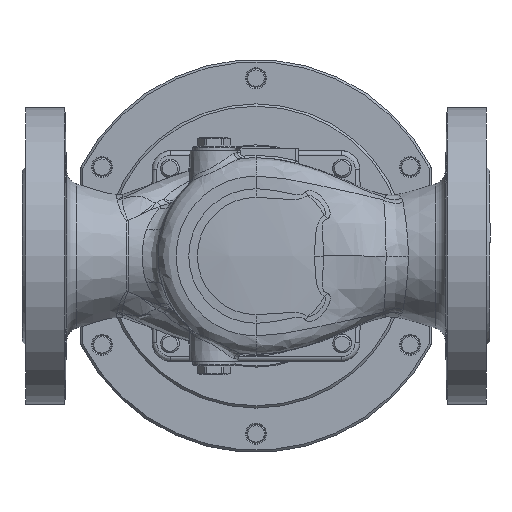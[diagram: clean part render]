
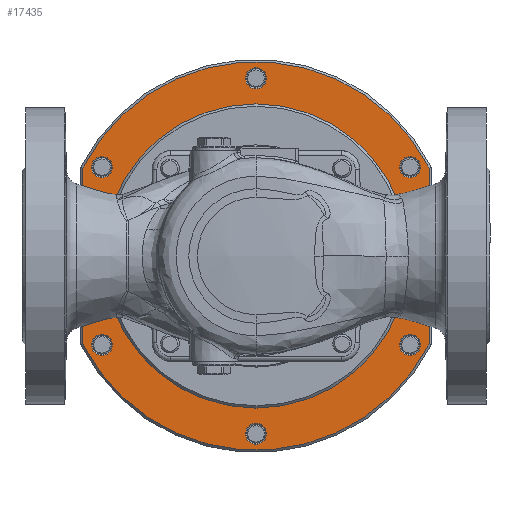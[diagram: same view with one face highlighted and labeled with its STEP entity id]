
A CAD part, front view. The second image highlights one B-rep face of the part: STEP entity #17435.
In plain terms, the highlighted planar face has unit normal (0, -1, 0).
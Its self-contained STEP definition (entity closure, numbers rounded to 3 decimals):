
#303=FACE_BOUND('',#2747,.T.);
#304=FACE_BOUND('',#2748,.T.);
#305=FACE_BOUND('',#2749,.T.);
#306=FACE_BOUND('',#2750,.T.);
#307=FACE_BOUND('',#2751,.T.);
#308=FACE_BOUND('',#2752,.T.);
#309=FACE_BOUND('',#2753,.T.);
#890=PLANE('',#18819);
#1660=FACE_OUTER_BOUND('',#2746,.T.);
#2746=EDGE_LOOP('',(#13744,#13745,#13746,#13747));
#2747=EDGE_LOOP('',(#13748));
#2748=EDGE_LOOP('',(#13749));
#2749=EDGE_LOOP('',(#13750));
#2750=EDGE_LOOP('',(#13751));
#2751=EDGE_LOOP('',(#13752));
#2752=EDGE_LOOP('',(#13753));
#2753=EDGE_LOOP('',(#13754));
#3654=CIRCLE('',#18818,4.5);
#3655=CIRCLE('',#18820,83.);
#3656=CIRCLE('',#18821,83.);
#3657=CIRCLE('',#18822,4.5);
#3658=CIRCLE('',#18823,4.5);
#3659=CIRCLE('',#18824,4.5);
#3660=CIRCLE('',#18825,65.);
#3661=CIRCLE('',#18826,4.5);
#3662=CIRCLE('',#18827,4.5);
#5162=LINE('',#44634,#5920);
#5163=LINE('',#44637,#5921);
#5920=VECTOR('',#21879,10.);
#5921=VECTOR('',#21882,10.);
#7371=VERTEX_POINT('',#44626);
#7372=VERTEX_POINT('',#44630);
#7373=VERTEX_POINT('',#44631);
#7374=VERTEX_POINT('',#44633);
#7375=VERTEX_POINT('',#44635);
#7376=VERTEX_POINT('',#44638);
#7377=VERTEX_POINT('',#44640);
#7378=VERTEX_POINT('',#44642);
#7379=VERTEX_POINT('',#44644);
#7380=VERTEX_POINT('',#44646);
#7381=VERTEX_POINT('',#44648);
#9572=EDGE_CURVE('',#7371,#7371,#3654,.T.);
#9573=EDGE_CURVE('',#7372,#7373,#3655,.T.);
#9574=EDGE_CURVE('',#7374,#7372,#5162,.T.);
#9575=EDGE_CURVE('',#7375,#7374,#3656,.T.);
#9576=EDGE_CURVE('',#7373,#7375,#5163,.T.);
#9577=EDGE_CURVE('',#7376,#7376,#3657,.T.);
#9578=EDGE_CURVE('',#7377,#7377,#3658,.T.);
#9579=EDGE_CURVE('',#7378,#7378,#3659,.T.);
#9580=EDGE_CURVE('',#7379,#7379,#3660,.T.);
#9581=EDGE_CURVE('',#7380,#7380,#3661,.T.);
#9582=EDGE_CURVE('',#7381,#7381,#3662,.T.);
#13744=ORIENTED_EDGE('',*,*,#9573,.F.);
#13745=ORIENTED_EDGE('',*,*,#9574,.F.);
#13746=ORIENTED_EDGE('',*,*,#9575,.F.);
#13747=ORIENTED_EDGE('',*,*,#9576,.F.);
#13748=ORIENTED_EDGE('',*,*,#9577,.F.);
#13749=ORIENTED_EDGE('',*,*,#9578,.F.);
#13750=ORIENTED_EDGE('',*,*,#9579,.F.);
#13751=ORIENTED_EDGE('',*,*,#9580,.F.);
#13752=ORIENTED_EDGE('',*,*,#9581,.F.);
#13753=ORIENTED_EDGE('',*,*,#9582,.F.);
#13754=ORIENTED_EDGE('',*,*,#9572,.F.);
#17435=ADVANCED_FACE('',(#1660,#303,#304,#305,#306,#307,#308,#309),#890,
 .F.);
#18818=AXIS2_PLACEMENT_3D('',#44628,#21873,#21874);
#18819=AXIS2_PLACEMENT_3D('',#44629,#21875,#21876);
#18820=AXIS2_PLACEMENT_3D('',#44632,#21877,#21878);
#18821=AXIS2_PLACEMENT_3D('',#44636,#21880,#21881);
#18822=AXIS2_PLACEMENT_3D('',#44639,#21883,#21884);
#18823=AXIS2_PLACEMENT_3D('',#44641,#21885,#21886);
#18824=AXIS2_PLACEMENT_3D('',#44643,#21887,#21888);
#18825=AXIS2_PLACEMENT_3D('',#44645,#21889,#21890);
#18826=AXIS2_PLACEMENT_3D('',#44647,#21891,#21892);
#18827=AXIS2_PLACEMENT_3D('',#44649,#21893,#21894);
#21873=DIRECTION('center_axis',(0.,-1.,0.));
#21874=DIRECTION('ref_axis',(0.,0.,
-1.));
#21875=DIRECTION('center_axis',(0.,1.,0.));
#21876=DIRECTION('ref_axis',(-1.,0.,0.));
#21877=DIRECTION('center_axis',(0.,1.,0.));
#21878=DIRECTION('ref_axis',(0.,0.,
1.));
#21879=DIRECTION('',(0.,0.,1.));
#21880=DIRECTION('center_axis',(0.,1.,0.));
#21881=DIRECTION('ref_axis',(0.,0.,
-1.));
#21882=DIRECTION('',(0.,0.,-1.));
#21883=DIRECTION('center_axis',(0.,-1.,0.));
#21884=DIRECTION('ref_axis',(0.,0.,
-1.));
#21885=DIRECTION('center_axis',(0.,-1.,0.));
#21886=DIRECTION('ref_axis',(0.,0.,
-1.));
#21887=DIRECTION('center_axis',(0.,-1.,0.));
#21888=DIRECTION('ref_axis',(0.,0.,
-1.));
#21889=DIRECTION('center_axis',(0.,-1.,0.));
#21890=DIRECTION('ref_axis',(0.,0.,
1.));
#21891=DIRECTION('center_axis',(0.,-1.,0.));
#21892=DIRECTION('ref_axis',(0.,0.,
-1.));
#21893=DIRECTION('center_axis',(0.,-1.,0.));
#21894=DIRECTION('ref_axis',(0.,0.,
-1.));
#44626=CARTESIAN_POINT('',(65.818,69.063,-33.5));
#44628=CARTESIAN_POINT('Origin',(65.818,69.063,-38.));
#44629=CARTESIAN_POINT('Origin',(0.,69.063,
-84.));
#44630=CARTESIAN_POINT('',(-74.,69.063,37.59));
#44631=CARTESIAN_POINT('',(74.,69.063,37.59));
#44632=CARTESIAN_POINT('Origin',(0.,69.063,
0.));
#44633=CARTESIAN_POINT('',(-74.,69.063,-37.59));
#44634=CARTESIAN_POINT('',(-74.,69.063,-41.786));
#44635=CARTESIAN_POINT('',(74.,69.063,-37.59));
#44636=CARTESIAN_POINT('Origin',(0.,69.063,
0.));
#44637=CARTESIAN_POINT('',(74.,69.063,-39.914));
#44638=CARTESIAN_POINT('',(65.818,69.063,42.5));
#44639=CARTESIAN_POINT('Origin',(65.818,69.063,38.));
#44640=CARTESIAN_POINT('',(-65.818,69.063,42.5));
#44641=CARTESIAN_POINT('Origin',(-65.818,69.063,38.));
#44642=CARTESIAN_POINT('',(0.,69.063,-71.5));
#44643=CARTESIAN_POINT('Origin',(0.,69.063,
-76.));
#44644=CARTESIAN_POINT('',(0.,69.063,65.));
#44645=CARTESIAN_POINT('Origin',(0.,69.063,
0.));
#44646=CARTESIAN_POINT('',(-65.818,69.063,-33.5));
#44647=CARTESIAN_POINT('Origin',(-65.818,69.063,-38.));
#44648=CARTESIAN_POINT('',(0.,69.063,80.5));
#44649=CARTESIAN_POINT('Origin',(0.,69.063,
76.));
